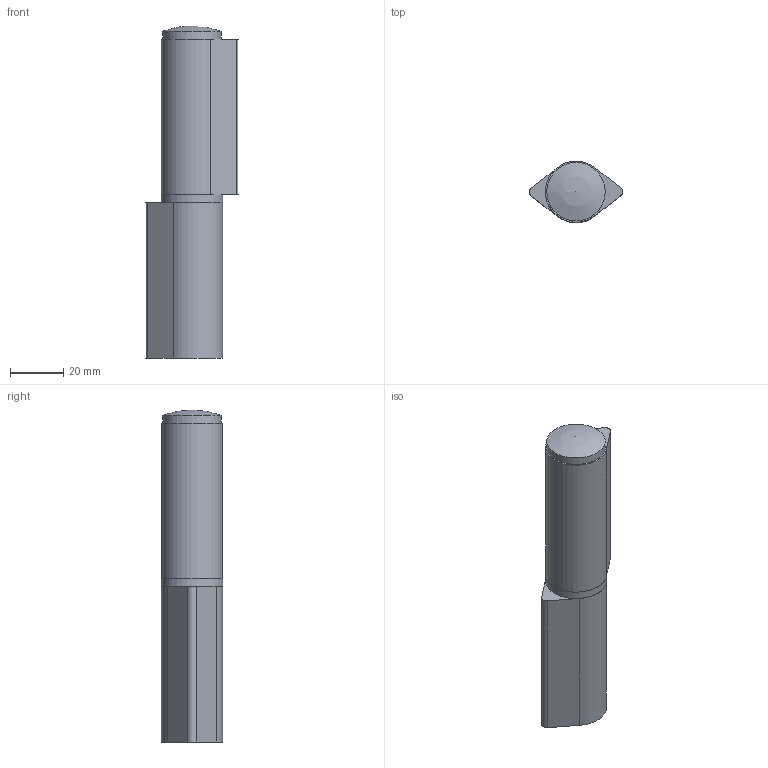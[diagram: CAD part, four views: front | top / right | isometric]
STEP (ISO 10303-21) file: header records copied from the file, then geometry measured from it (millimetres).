
FILE_DESCRIPTION(/* description */ (''),/* implementation_level */ '2;1');
FILE_NAME(/* name */ '1516SO.stp',/* time_stamp */ '2020-03-03T10:51:27+01:00',/* author */ ('MMALFROY'),/* organization */ (''),/* preprocessor_version */ 'ST-DEVELOPER v17.2',/* originating_system */ 'Autodesk Inventor 2019',/* authorisation */ '');
FILE_SCHEMA (('AUTOMOTIVE_DESIGN { 1 0 10303 214 3 1 1 }'));
Length unit declared in the file: millimetre
Products named in the file (4): 1516SO; 16440; 16511; 15589
Assembly tree (4 placements, depth 2):
  1516SO
    16440  x2
    16511
    15589
Bounding box: 34.99 x 23 x 125 mm (x, y, z)
Volume: 56786.2 mm3; surface area: 24238 mm2
Topology: 4 solids, 4 shells, 173 faces, 411 edges, 275 vertices
Faces by surface type: plane 132, cylinder 40, sphere 1
Full cylindrical faces by diameter (mm): 16 x1, 16.1 x2, 16.5 x1, 22 x1, 23 x1
Entity records: 5017 total; most frequent: DIRECTION 884, CARTESIAN_POINT 834, ORIENTED_EDGE 790, EDGE_CURVE 395, AXIS2_PLACEMENT_3D 315, VERTEX_POINT 265, LINE 254, VECTOR 254
